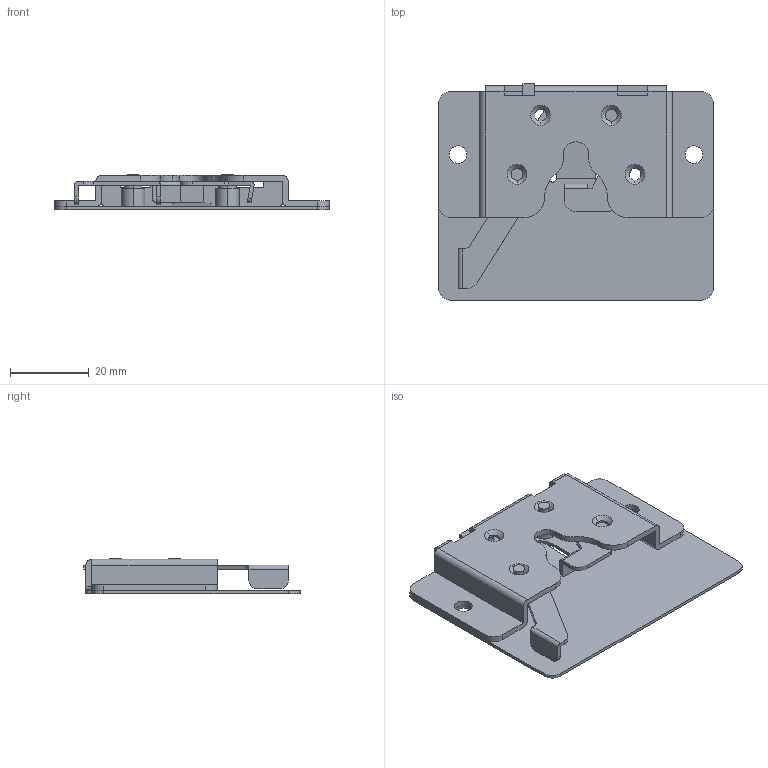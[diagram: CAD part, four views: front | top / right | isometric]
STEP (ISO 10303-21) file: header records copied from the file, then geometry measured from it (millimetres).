
FILE_DESCRIPTION (( 'STEP AP203' ), '1' );
FILE_NAME ('sone3D.STEP', '2014-08-20T09:21:50', ( '' ), ( '' ), 'SwSTEP 2.0', 'SolidWorks 2012', '' );
FILE_SCHEMA (( 'CONFIG_CONTROL_DESIGN' ));
Length unit declared in the file: millimetre
Products named in the file (6): C-1544-1本体ケース_; C-1544-1左用ロックカム_; C-1544-1儘僢僋晅愱梡巭斅_; C-1544-1左右共通回転支軸_; sone3D; C-1544-1左用解除レバー_
Assembly tree (6 placements, depth 2):
  sone3D
    C-1544-1本体ケース_
    C-1544-1儘僢僋晅愱梡巭斅_
    C-1544-1左用ロックカム_
    C-1544-1左用解除レバー_
    C-1544-1左右共通回転支軸_  x2
Bounding box: 70 x 55 x 9.1 mm (x, y, z)
Volume: 8164.6 mm3; surface area: 16195.4 mm2
Topology: 8 solids, 8 shells, 240 faces, 635 edges, 421 vertices
Faces by surface type: cylinder 117, plane 115, cone 8
Entity records: 7916 total; most frequent: DIRECTION 1309, CARTESIAN_POINT 1267, ORIENTED_EDGE 1222, EDGE_CURVE 611, AXIS2_PLACEMENT_3D 467, VERTEX_POINT 405, VECTOR 375, LINE 375
